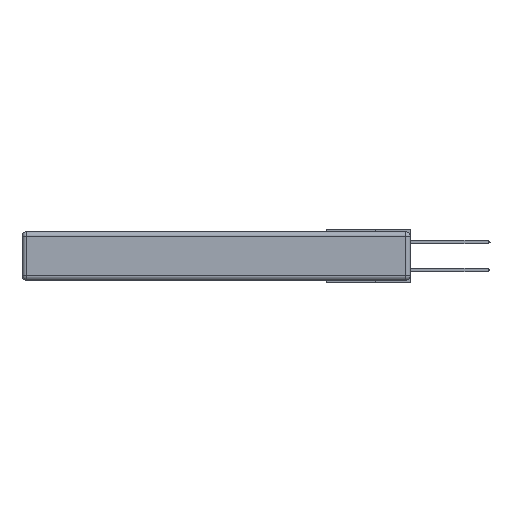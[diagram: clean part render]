
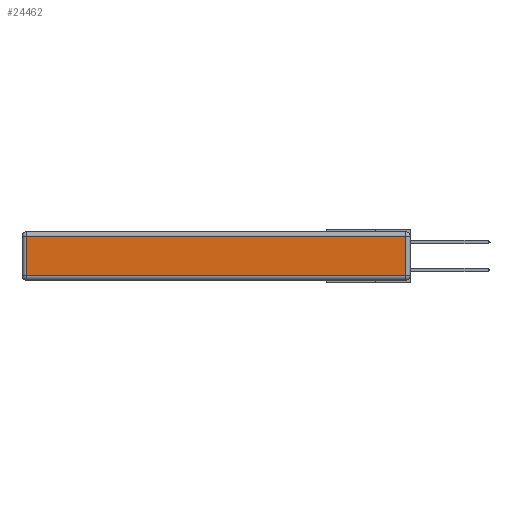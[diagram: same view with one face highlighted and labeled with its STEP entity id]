
A CAD part, left-side view. The second image highlights one B-rep face of the part: STEP entity #24462.
In plain terms, the highlighted planar face has unit normal (-1, 0, 0).
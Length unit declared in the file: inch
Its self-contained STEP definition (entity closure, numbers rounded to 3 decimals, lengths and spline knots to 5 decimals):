
#278 = DIRECTION ( 'NONE',  ( 0., -1., 0. ) ) ;
#823 = CARTESIAN_POINT ( 'NONE',  ( 0., 2.72, -0.03 ) ) ;
#1180 = CARTESIAN_POINT ( 'NONE',  ( 0., 2.72, -0.313 ) ) ;
#2094 = CARTESIAN_POINT ( 'NONE',  ( 0., 0.03, -0.343 ) ) ;
#2178 = CARTESIAN_POINT ( 'NONE',  ( 0., 2.72, -0.343 ) ) ;
#3143 = EDGE_LOOP ( 'NONE', ( #8490, #16214, #10955, #23811 ) ) ;
#3776 = VECTOR ( 'NONE', #30956, 39.37008 ) ;
#3948 = DIRECTION ( 'NONE',  ( 0., 1., 0. ) ) ;
#4264 = VECTOR ( 'NONE', #278, 39.37008 ) ;
#4589 = EDGE_CURVE ( 'NONE', #24615, #23942, #20055, .T. ) ;
#6178 = LINE ( 'NONE', #19690, #4264 ) ;
#6294 = CARTESIAN_POINT ( 'NONE',  ( 0., 2.75, -0.03 ) ) ;
#6681 = VERTEX_POINT ( 'NONE', #8469 ) ;
#8469 = CARTESIAN_POINT ( 'NONE',  ( 0., 0.03, -0.313 ) ) ;
#8490 = ORIENTED_EDGE ( 'NONE', *, *, #25041, .T. ) ;
#9035 = VERTEX_POINT ( 'NONE', #16884 ) ;
#9346 = VECTOR ( 'NONE', #28379, 39.37008 ) ;
#9933 = PLANE ( 'NONE',  #15108 ) ;
#10140 = CARTESIAN_POINT ( 'NONE',  ( 0., 0., -0.343 ) ) ;
#10316 = FACE_OUTER_BOUND ( 'NONE', #3143, .T. ) ;
#10955 = ORIENTED_EDGE ( 'NONE', *, *, #24031, .T. ) ;
#13824 = LINE ( 'NONE', #6294, #26349 ) ;
#15015 = LINE ( 'NONE', #2094, #9346 ) ;
#15108 = AXIS2_PLACEMENT_3D ( 'NONE', #10140, #24496, #19517 ) ;
#16214 = ORIENTED_EDGE ( 'NONE', *, *, #28118, .T. ) ;
#16884 = CARTESIAN_POINT ( 'NONE',  ( 0., 0.03, -0.03 ) ) ;
#19517 = DIRECTION ( 'NONE',  ( 0., 0., 1. ) ) ;
#19690 = CARTESIAN_POINT ( 'NONE',  ( 0., 0., -0.313 ) ) ;
#20055 = LINE ( 'NONE', #2178, #3776 ) ;
#23811 = ORIENTED_EDGE ( 'NONE', *, *, #4589, .T. ) ;
#23942 = VERTEX_POINT ( 'NONE', #1180 ) ;
#24031 = EDGE_CURVE ( 'NONE', #9035, #24615, #13824, .T. ) ;
#24462 = ADVANCED_FACE ( 'NONE', ( #10316 ), #9933, .T. ) ;
#24496 = DIRECTION ( 'NONE',  ( -1., 0., 0. ) ) ;
#24615 = VERTEX_POINT ( 'NONE', #823 ) ;
#25041 = EDGE_CURVE ( 'NONE', #23942, #6681, #6178, .T. ) ;
#26349 = VECTOR ( 'NONE', #3948, 39.37008 ) ;
#28118 = EDGE_CURVE ( 'NONE', #6681, #9035, #15015, .T. ) ;
#28379 = DIRECTION ( 'NONE',  ( 0., 0., 1. ) ) ;
#30956 = DIRECTION ( 'NONE',  ( 0., 0., -1. ) ) ;
